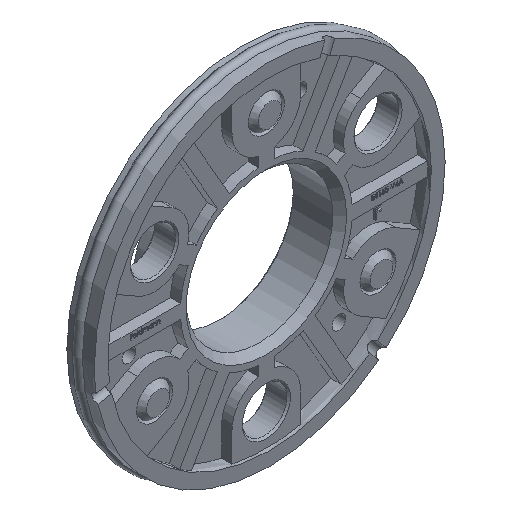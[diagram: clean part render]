
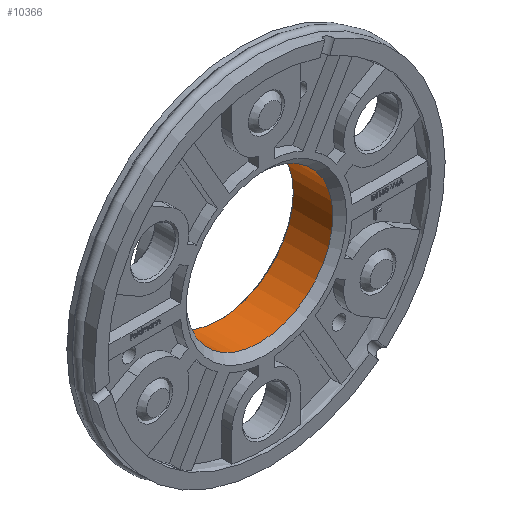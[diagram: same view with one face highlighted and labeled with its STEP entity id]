
A CAD part, isometric view. The second image highlights one B-rep face of the part: STEP entity #10366.
In plain terms, the highlighted cylindrical face has radius 21.35 mm (diameter 42.7 mm), a full revolution.
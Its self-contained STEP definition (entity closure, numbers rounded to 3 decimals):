
#16 = CIRCLE ( 'NONE', #10007, 21.35 ) ;
#465 = FACE_OUTER_BOUND ( 'NONE', #13776, .T. ) ;
#914 = ORIENTED_EDGE ( 'NONE', *, *, #7482, .T. ) ;
#940 = CARTESIAN_POINT ( 'NONE',  ( 21.35, 14.5, 0. ) ) ;
#1065 = DIRECTION ( 'NONE',  ( 0., 1., 0. ) ) ;
#1417 = AXIS2_PLACEMENT_3D ( 'NONE', #6125, #1065, #14054 ) ;
#1982 = VERTEX_POINT ( 'NONE', #10083 ) ;
#3067 = CARTESIAN_POINT ( 'NONE',  ( 0., 14.5, 0. ) ) ;
#4393 = DIRECTION ( 'NONE',  ( 0., 1., 0. ) ) ;
#4621 = AXIS2_PLACEMENT_3D ( 'NONE', #3067, #4393, #14558 ) ;
#6125 = CARTESIAN_POINT ( 'NONE',  ( 0., 0., 0. ) ) ;
#6672 = ORIENTED_EDGE ( 'NONE', *, *, #12461, .T. ) ;
#6932 = DIRECTION ( 'NONE',  ( 0., -1., 0. ) ) ;
#7482 = EDGE_CURVE ( 'NONE', #11910, #11910, #8500, .T. ) ;
#8500 = CIRCLE ( 'NONE', #4621, 21.35 ) ;
#9319 = FACE_OUTER_BOUND ( 'NONE', #16171, .T. ) ;
#9594 = CYLINDRICAL_SURFACE ( 'NONE', #1417, 21.35 ) ;
#10007 = AXIS2_PLACEMENT_3D ( 'NONE', #10842, #6932, #16029 ) ;
#10083 = CARTESIAN_POINT ( 'NONE',  ( -21.35, 3., 0. ) ) ;
#10366 = ADVANCED_FACE ( 'NONE', ( #465, #9319 ), #9594, .F. ) ;
#10842 = CARTESIAN_POINT ( 'NONE',  ( 0., 3., 0. ) ) ;
#11910 = VERTEX_POINT ( 'NONE', #940 ) ;
#12461 = EDGE_CURVE ( 'NONE', #1982, #1982, #16, .T. ) ;
#13776 = EDGE_LOOP ( 'NONE', ( #6672 ) ) ;
#14054 = DIRECTION ( 'NONE',  ( -1., 0., 0. ) ) ;
#14558 = DIRECTION ( 'NONE',  ( 1., 0., 0. ) ) ;
#16029 = DIRECTION ( 'NONE',  ( -1., 0., 0. ) ) ;
#16171 = EDGE_LOOP ( 'NONE', ( #914 ) ) ;
